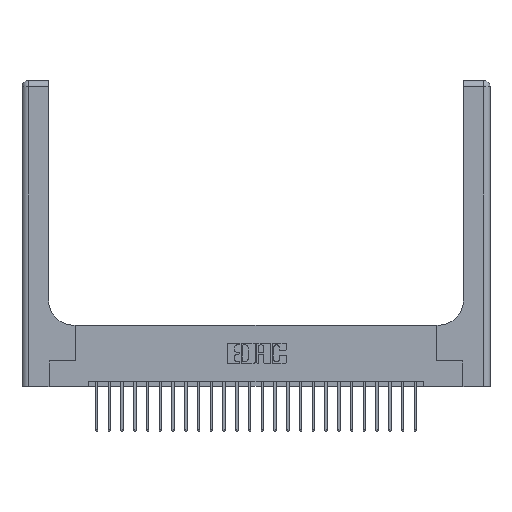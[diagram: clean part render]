
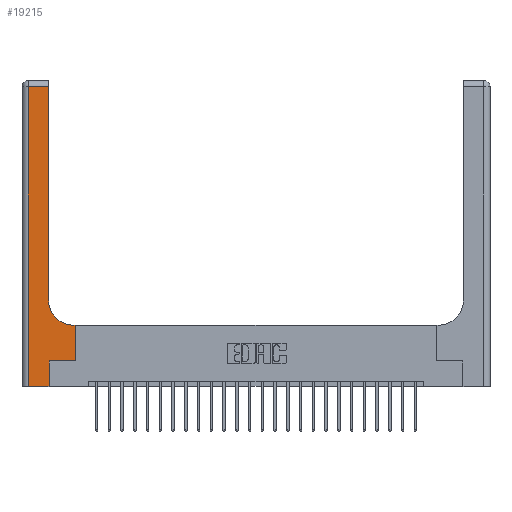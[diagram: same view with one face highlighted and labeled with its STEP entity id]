
A CAD part, top view. The second image highlights one B-rep face of the part: STEP entity #19215.
In plain terms, the highlighted planar face has unit normal (0, 0, 1).
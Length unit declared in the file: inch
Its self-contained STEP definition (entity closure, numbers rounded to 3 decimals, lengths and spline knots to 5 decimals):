
#60 = CARTESIAN_POINT ( 'NONE',  ( 0., 3., 0.37 ) ) ;
#503 = CARTESIAN_POINT ( 'NONE',  ( 0.265, 0., 0.37 ) ) ;
#1645 = EDGE_CURVE ( 'NONE', #23295, #22402, #2380, .T. ) ;
#1780 = VECTOR ( 'NONE', #21063, 39.37008 ) ;
#1808 = DIRECTION ( 'NONE',  ( 0., 0., -1. ) ) ;
#1834 = VERTEX_POINT ( 'NONE', #20921 ) ;
#2380 = LINE ( 'NONE', #503, #13270 ) ;
#2388 = DIRECTION ( 'NONE',  ( 1., 0., 0. ) ) ;
#2626 = CARTESIAN_POINT ( 'NONE',  ( 0.265, 0.25, 0.37 ) ) ;
#3330 = VECTOR ( 'NONE', #5293, 39.37008 ) ;
#3380 = CARTESIAN_POINT ( 'NONE',  ( 0., 0., 0.37 ) ) ;
#3783 = ORIENTED_EDGE ( 'NONE', *, *, #5447, .T. ) ;
#3911 = AXIS2_PLACEMENT_3D ( 'NONE', #11389, #5227, #19046 ) ;
#4466 = VERTEX_POINT ( 'NONE', #22925 ) ;
#5227 = DIRECTION ( 'NONE',  ( 0., 0., -1. ) ) ;
#5293 = DIRECTION ( 'NONE',  ( 0., -1., 0. ) ) ;
#5314 = ORIENTED_EDGE ( 'NONE', *, *, #8032, .T. ) ;
#5447 = EDGE_CURVE ( 'NONE', #5886, #1834, #22870, .T. ) ;
#5678 = ORIENTED_EDGE ( 'NONE', *, *, #12581, .T. ) ;
#5886 = VERTEX_POINT ( 'NONE', #10946 ) ;
#6421 = DIRECTION ( 'NONE',  ( 0., 1., 0. ) ) ;
#7015 = LINE ( 'NONE', #3380, #22717 ) ;
#7259 = LINE ( 'NONE', #19078, #1780 ) ;
#7357 = DIRECTION ( 'NONE',  ( -1., 0., 0. ) ) ;
#7930 = VERTEX_POINT ( 'NONE', #8407 ) ;
#8032 = EDGE_CURVE ( 'NONE', #20474, #20311, #14953, .T. ) ;
#8295 = CARTESIAN_POINT ( 'NONE',  ( 0.265, 0.25, 0.37 ) ) ;
#8407 = CARTESIAN_POINT ( 'NONE',  ( 0.528, 0.25, 0.37 ) ) ;
#8990 = LINE ( 'NONE', #15180, #22696 ) ;
#9447 = EDGE_CURVE ( 'NONE', #1834, #23295, #7015, .T. ) ;
#9794 = ORIENTED_EDGE ( 'NONE', *, *, #12617, .T. ) ;
#9984 = ORIENTED_EDGE ( 'NONE', *, *, #1645, .T. ) ;
#10451 = EDGE_CURVE ( 'NONE', #7930, #4466, #16008, .T. ) ;
#10455 = ORIENTED_EDGE ( 'NONE', *, *, #9447, .T. ) ;
#10743 = CIRCLE ( 'NONE', #3911, 0.25 ) ;
#10946 = CARTESIAN_POINT ( 'NONE',  ( 0.06, 2.94, 0.37 ) ) ;
#11341 = PLANE ( 'NONE',  #12674 ) ;
#11389 = CARTESIAN_POINT ( 'NONE',  ( 0.51, 0.85, 0.37 ) ) ;
#12222 = EDGE_CURVE ( 'NONE', #4466, #13514, #7259, .T. ) ;
#12581 = EDGE_CURVE ( 'NONE', #13514, #20474, #10743, .T. ) ;
#12617 = EDGE_CURVE ( 'NONE', #20311, #5886, #8990, .T. ) ;
#12674 = AXIS2_PLACEMENT_3D ( 'NONE', #60, #1808, #17139 ) ;
#13203 = CARTESIAN_POINT ( 'NONE',  ( 0.26, 3., 0.37 ) ) ;
#13270 = VECTOR ( 'NONE', #21695, 39.37008 ) ;
#13514 = VERTEX_POINT ( 'NONE', #15111 ) ;
#14196 = LINE ( 'NONE', #2626, #20637 ) ;
#14953 = LINE ( 'NONE', #13203, #21095 ) ;
#15111 = CARTESIAN_POINT ( 'NONE',  ( 0.51, 0.6, 0.37 ) ) ;
#15180 = CARTESIAN_POINT ( 'NONE',  ( 0., 2.94, 0.37 ) ) ;
#16008 = LINE ( 'NONE', #23628, #23793 ) ;
#16210 = ORIENTED_EDGE ( 'NONE', *, *, #10451, .T. ) ;
#16681 = CARTESIAN_POINT ( 'NONE',  ( 0.26, 2.94, 0.37 ) ) ;
#17139 = DIRECTION ( 'NONE',  ( -1., 0., 0. ) ) ;
#17598 = EDGE_LOOP ( 'NONE', ( #5314, #9794, #3783, #10455, #9984, #18730, #16210, #17837, #5678 ) ) ;
#17837 = ORIENTED_EDGE ( 'NONE', *, *, #12222, .T. ) ;
#18485 = EDGE_CURVE ( 'NONE', #22402, #7930, #14196, .T. ) ;
#18730 = ORIENTED_EDGE ( 'NONE', *, *, #18485, .T. ) ;
#19046 = DIRECTION ( 'NONE',  ( 1., 0., 0. ) ) ;
#19078 = CARTESIAN_POINT ( 'NONE',  ( 0.26, 0.6, 0.37 ) ) ;
#19215 = ADVANCED_FACE ( 'NONE', ( #19369 ), #11341, .F. ) ;
#19369 = FACE_OUTER_BOUND ( 'NONE', #17598, .T. ) ;
#20311 = VERTEX_POINT ( 'NONE', #16681 ) ;
#20335 = DIRECTION ( 'NONE',  ( 1., 0., 0. ) ) ;
#20474 = VERTEX_POINT ( 'NONE', #22524 ) ;
#20637 = VECTOR ( 'NONE', #2388, 39.37008 ) ;
#20921 = CARTESIAN_POINT ( 'NONE',  ( 0.06, 0., 0.37 ) ) ;
#21063 = DIRECTION ( 'NONE',  ( -1., 0., 0. ) ) ;
#21095 = VECTOR ( 'NONE', #22443, 39.37008 ) ;
#21109 = CARTESIAN_POINT ( 'NONE',  ( 0.06, 3., 0.37 ) ) ;
#21661 = CARTESIAN_POINT ( 'NONE',  ( 0.265, 0., 0.37 ) ) ;
#21695 = DIRECTION ( 'NONE',  ( 0., 1., 0. ) ) ;
#22402 = VERTEX_POINT ( 'NONE', #8295 ) ;
#22443 = DIRECTION ( 'NONE',  ( 0., 1., 0. ) ) ;
#22524 = CARTESIAN_POINT ( 'NONE',  ( 0.26, 0.85, 0.37 ) ) ;
#22696 = VECTOR ( 'NONE', #7357, 39.37008 ) ;
#22717 = VECTOR ( 'NONE', #20335, 39.37008 ) ;
#22870 = LINE ( 'NONE', #21109, #3330 ) ;
#22925 = CARTESIAN_POINT ( 'NONE',  ( 0.528, 0.6, 0.37 ) ) ;
#23295 = VERTEX_POINT ( 'NONE', #21661 ) ;
#23628 = CARTESIAN_POINT ( 'NONE',  ( 0.528, 0.25, 0.37 ) ) ;
#23793 = VECTOR ( 'NONE', #6421, 39.37008 ) ;
